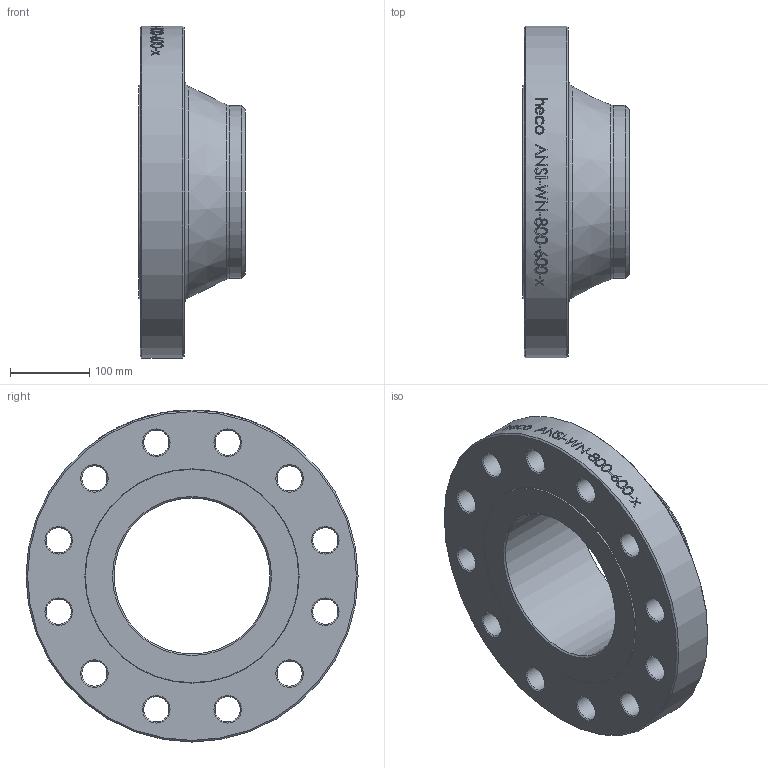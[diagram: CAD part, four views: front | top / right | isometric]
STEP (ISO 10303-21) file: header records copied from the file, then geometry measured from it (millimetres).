
FILE_DESCRIPTION (( 'STEP AP214' ), '1' );
FILE_NAME ('ANSI-WN-800-600-x Vorschweissflansch ASME B16.5 Class600 2102.STEP', '2021-02-15T08:23:38', ( '' ), ( '' ), 'SwSTEP 2.0', 'SolidWorks 2019', '' );
FILE_SCHEMA (( 'AUTOMOTIVE_DESIGN' ));
Length unit declared in the file: millimetre
Products named in the file (1): ANSI-WN-800-600-x Vorschweissflansch ASME B16.5 Class600 2102
Bounding box: 135 x 420 x 420 mm (x, y, z)
Volume: 6625960.5 mm3; surface area: 454569.1 mm2
Topology: 1 solids, 1 shells, 82 faces, 333 edges, 285 vertices
Faces by surface type: cylinder 46, cone 30, plane 4, torus 2
Full cylindrical faces by diameter (mm): 31.8 x12, 197.16 x1, 219.1 x1, 420 x1
Entity records: 9821 total; most frequent: CARTESIAN_POINT 7072, ORIENTED_EDGE 538, DIRECTION 389, EDGE_CURVE 269, VERTEX_POINT 269, EDGE_LOOP 188, AXIS2_PLACEMENT_3D 183, B_SPLINE_CURVE_WITH_KNOTS 146
